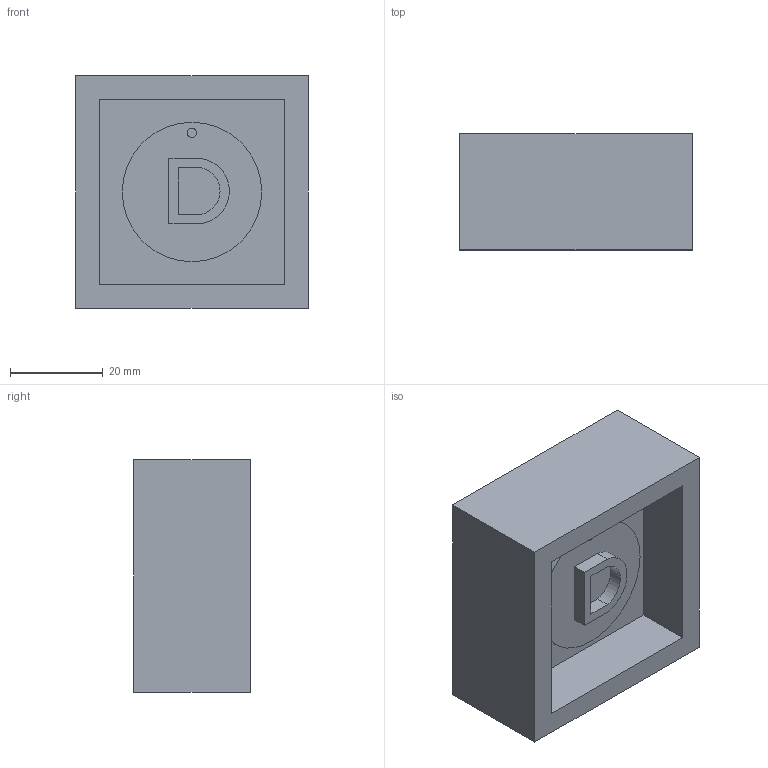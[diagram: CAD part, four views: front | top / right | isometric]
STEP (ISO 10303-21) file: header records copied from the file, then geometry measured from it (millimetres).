
FILE_DESCRIPTION(/* description */ (''),/* implementation_level */ '2;1');
FILE_NAME(/* name */ 'boundaryfor mould v2.step',/* time_stamp */ '2019-04-25T20:44:04+03:00',/* author */ ('jobin.vargheseRELNR'),/* organization */ (''),/* preprocessor_version */ 'ST-DEVELOPER v17.2',/* originating_system */ 'Autodesk Translation Framework v7.6.0.251',/* authorisation */ '');
FILE_SCHEMA (('AUTOMOTIVE_DESIGN { 1 0 10303 214 3 1 1 }'));
Length unit declared in the file: millimetre
Products named in the file (2): boundaryfor mould; molding and casting
Assembly tree (1 placements, depth 2):
  boundaryfor mould
    molding and casting
Bounding box: 50 x 25 x 50 mm (x, y, z)
Volume: 47063.7 mm3; surface area: 14239.2 mm2
Topology: 3 solids, 3 shells, 25 faces, 55 edges, 37 vertices
Faces by surface type: plane 21, cylinder 4
Full cylindrical faces by diameter (mm): 2 x1, 30 x1
Entity records: 747 total; most frequent: DIRECTION 120, CARTESIAN_POINT 120, ORIENTED_EDGE 110, EDGE_CURVE 55, LINE 46, VECTOR 46, VERTEX_POINT 37, AXIS2_PLACEMENT_3D 37
